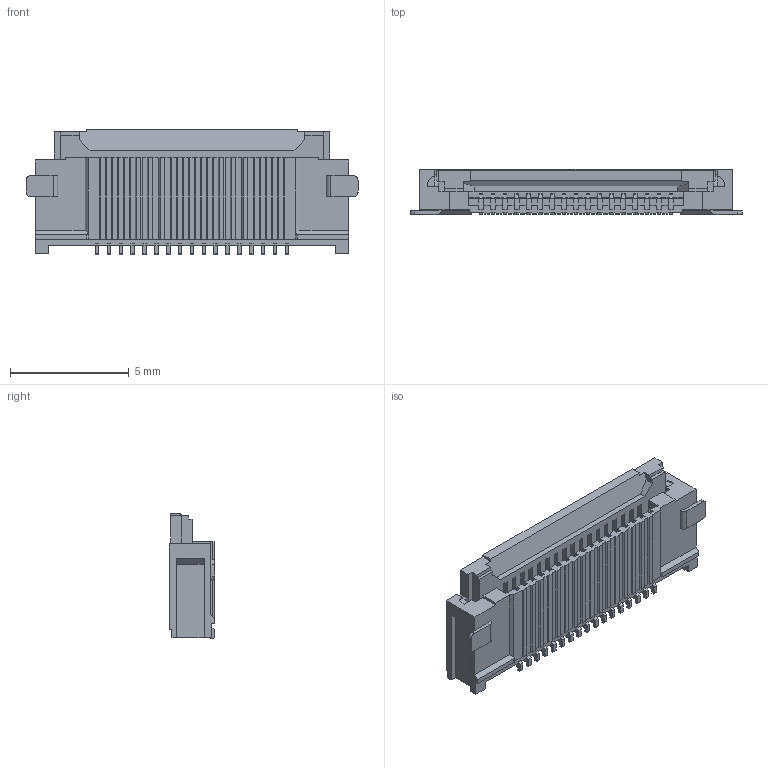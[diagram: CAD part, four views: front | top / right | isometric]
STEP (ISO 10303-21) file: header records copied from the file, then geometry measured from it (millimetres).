
FILE_DESCRIPTION((''),'2;1');
FILE_NAME('5051101792','2019-06-14T',('gga'),(''),'PRO/ENGINEER BY PARAMETRIC TECHNOLOGY CORPORATION, 2016010','PRO/ENGINEER BY PARAMETRIC TECHNOLOGY CORPORATION, 2016010','');
FILE_SCHEMA(('CONFIG_CONTROL_DESIGN'));
Length unit declared in the file: millimetre
Products named in the file (1): 5051101792
Bounding box: 14 x 1.9 x 5.3 mm (x, y, z)
Volume: 77.1 mm3; surface area: 348.6 mm2
Topology: 1 solids, 1 shells, 1077 faces, 3172 edges, 2112 vertices
Faces by surface type: plane 925, cylinder 152
Entity records: 35239 total; most frequent: CARTESIAN_POINT 6293, ORIENTED_EDGE 6192, DIRECTION 5630, EDGE_CURVE 3096, VECTOR 2866, LINE 2866, VERTEX_POINT 2036, AXIS2_PLACEMENT_3D 1382
